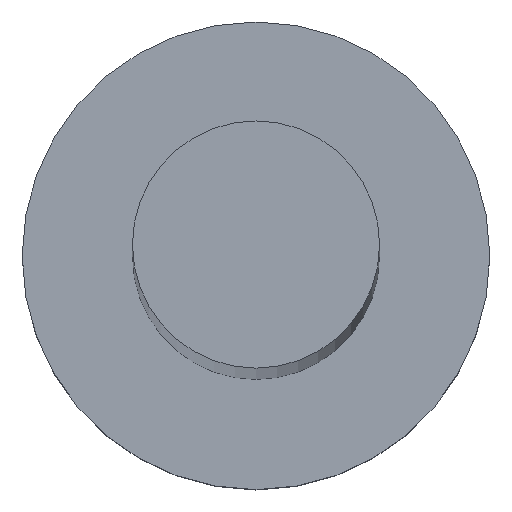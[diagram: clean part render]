
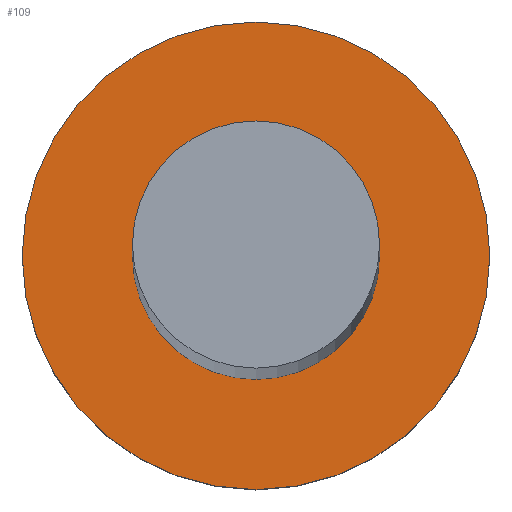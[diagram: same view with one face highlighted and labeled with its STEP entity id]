
A CAD part, top view. The second image highlights one B-rep face of the part: STEP entity #109.
In plain terms, the highlighted planar face has unit normal (0, 0, 1).
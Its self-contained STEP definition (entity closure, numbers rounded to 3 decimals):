
#1 = FACE_OUTER_BOUND ( 'NONE', #10, .T. ) ;
#2 = DIRECTION ( 'NONE',  ( 0., 0., 1. ) ) ;
#9 = DIRECTION ( 'NONE',  ( 1., 0., 0. ) ) ;
#10 = EDGE_LOOP ( 'NONE', ( #146, #230 ) ) ;
#19 = EDGE_CURVE ( 'NONE', #105, #112, #28, .T. ) ;
#28 = CIRCLE ( 'NONE', #221, 1.85 ) ;
#30 = CIRCLE ( 'NONE', #69, 3.5 ) ;
#32 = AXIS2_PLACEMENT_3D ( 'NONE', #66, #186, #169 ) ;
#38 = EDGE_CURVE ( 'NONE', #151, #44, #93, .T. ) ;
#39 = AXIS2_PLACEMENT_3D ( 'NONE', #48, #103, #205 ) ;
#44 = VERTEX_POINT ( 'NONE', #67 ) ;
#47 = CARTESIAN_POINT ( 'NONE',  ( 0., 0., 3. ) ) ;
#48 = CARTESIAN_POINT ( 'NONE',  ( 0., 0., 3. ) ) ;
#49 = ORIENTED_EDGE ( 'NONE', *, *, #19, .F. ) ;
#50 = EDGE_LOOP ( 'NONE', ( #88, #49 ) ) ;
#66 = CARTESIAN_POINT ( 'NONE',  ( 0., 0., 3. ) ) ;
#67 = CARTESIAN_POINT ( 'NONE',  ( -3.5, 0., 3. ) ) ;
#69 = AXIS2_PLACEMENT_3D ( 'NONE', #47, #168, #229 ) ;
#84 = PLANE ( 'NONE',  #171 ) ;
#85 = CARTESIAN_POINT ( 'NONE',  ( -1.85, 0., 3. ) ) ;
#88 = ORIENTED_EDGE ( 'NONE', *, *, #104, .F. ) ;
#89 = CARTESIAN_POINT ( 'NONE',  ( 0., 0., 3. ) ) ;
#93 = CIRCLE ( 'NONE', #32, 3.5 ) ;
#101 = CARTESIAN_POINT ( 'NONE',  ( 1.85, 0., 3. ) ) ;
#103 = DIRECTION ( 'NONE',  ( 0., 0., 1. ) ) ;
#104 = EDGE_CURVE ( 'NONE', #112, #105, #178, .T. ) ;
#105 = VERTEX_POINT ( 'NONE', #101 ) ;
#109 = ADVANCED_FACE ( 'NONE', ( #180, #1 ), #84, .T. ) ;
#111 = DIRECTION ( 'NONE',  ( 0., 0., 1. ) ) ;
#112 = VERTEX_POINT ( 'NONE', #85 ) ;
#146 = ORIENTED_EDGE ( 'NONE', *, *, #223, .T. ) ;
#151 = VERTEX_POINT ( 'NONE', #255 ) ;
#160 = CARTESIAN_POINT ( 'NONE',  ( 0., 0., 3. ) ) ;
#163 = DIRECTION ( 'NONE',  ( 1., 0., 0. ) ) ;
#168 = DIRECTION ( 'NONE',  ( 0., 0., 1. ) ) ;
#169 = DIRECTION ( 'NONE',  ( 1., 0., 0. ) ) ;
#171 = AXIS2_PLACEMENT_3D ( 'NONE', #160, #2, #163 ) ;
#178 = CIRCLE ( 'NONE', #39, 1.85 ) ;
#180 = FACE_BOUND ( 'NONE', #50, .T. ) ;
#186 = DIRECTION ( 'NONE',  ( 0., 0., 1. ) ) ;
#205 = DIRECTION ( 'NONE',  ( 1., 0., 0. ) ) ;
#221 = AXIS2_PLACEMENT_3D ( 'NONE', #89, #111, #9 ) ;
#223 = EDGE_CURVE ( 'NONE', #44, #151, #30, .T. ) ;
#229 = DIRECTION ( 'NONE',  ( 1., 0., 0. ) ) ;
#230 = ORIENTED_EDGE ( 'NONE', *, *, #38, .T. ) ;
#255 = CARTESIAN_POINT ( 'NONE',  ( 3.5, 0., 3. ) ) ;
